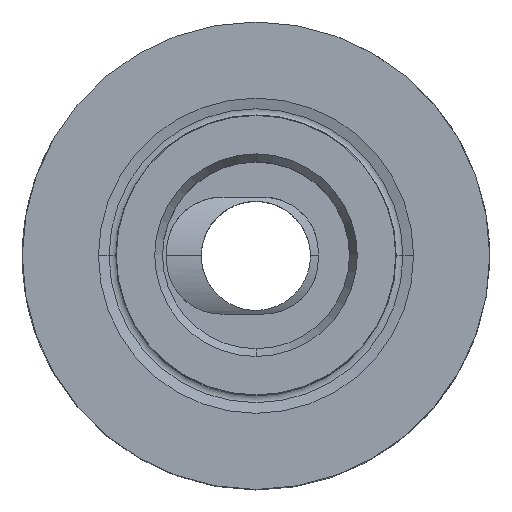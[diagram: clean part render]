
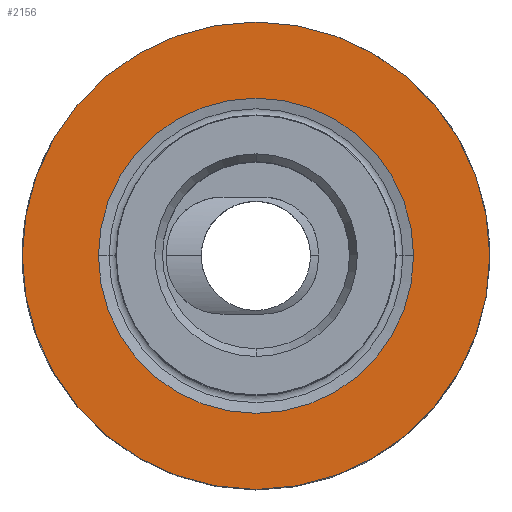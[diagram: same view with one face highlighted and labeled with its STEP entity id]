
A CAD part, top view. The second image highlights one B-rep face of the part: STEP entity #2156.
In plain terms, the highlighted planar face has unit normal (0, 0, 1).
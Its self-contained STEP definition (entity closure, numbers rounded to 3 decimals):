
#1196=VERTEX_POINT('NONE',#3039);
#1408=VERTEX_POINT('NONE',#3279);
#1548=EDGE_CURVE('NONE',#1408,#1196,#3433,.T.);
#1684=EDGE_CURVE('NONE',#1810,#1706,#3585,.T.);
#1706=VERTEX_POINT('NONE',#3612);
#1810=VERTEX_POINT('NONE',#3729);
#1870=EDGE_CURVE('NONE',#1706,#1810,#3797,.T.);
#2156=ADVANCED_FACE('NONE',(#4112,#4113),#4114,.T.);
#2386=EDGE_CURVE('NONE',#1196,#1408,#4374,.T.);
#3039=CARTESIAN_POINT('',(10.112,0.,0.0));
#3279=CARTESIAN_POINT('',(-10.112,0.,0.0));
#3433=CIRCLE('',#6222,10.112);
#3585=CIRCLE('',#6495,15.0);
#3612=CARTESIAN_POINT('',(0.0,15.0,0.0));
#3729=CARTESIAN_POINT('',(0.,-15.0,0.0));
#3797=CIRCLE('',#6881,15.0);
#4112=FACE_OUTER_BOUND('',#7522,.T.);
#4113=FACE_BOUND('',#7523,.T.);
#4114=PLANE('',#7524);
#4374=CIRCLE('',#8119,10.112);
#6222=AXIS2_PLACEMENT_3D('',#9671,#9672,#9673);
#6495=AXIS2_PLACEMENT_3D('',#9840,#9841,#9842);
#6881=AXIS2_PLACEMENT_3D('',#10106,#10107,#10108);
#7522=EDGE_LOOP('',(#10427,#10428));
#7523=EDGE_LOOP('',(#10429,#10430));
#7524=AXIS2_PLACEMENT_3D('',#10431,#10432,#10433);
#8119=AXIS2_PLACEMENT_3D('',#10745,#10746,#10747);
#9671=CARTESIAN_POINT('',(0.0,0.0,0.0));
#9672=DIRECTION('',(0.0,-0.0,1.0));
#9673=DIRECTION('',(0.0,1.0,0.0));
#9840=CARTESIAN_POINT('',(0.0,0.0,0.0));
#9841=DIRECTION('',(0.0,0.0,-1.0));
#9842=DIRECTION('',(0.0,1.0,0.0));
#10106=CARTESIAN_POINT('',(0.0,0.0,0.0));
#10107=DIRECTION('',(0.0,0.0,-1.0));
#10108=DIRECTION('',(0.0,1.0,0.0));
#10427=ORIENTED_EDGE('',*,*,#1870,.F.);
#10428=ORIENTED_EDGE('',*,*,#1684,.F.);
#10429=ORIENTED_EDGE('',*,*,#2386,.F.);
#10430=ORIENTED_EDGE('',*,*,#1548,.F.);
#10431=CARTESIAN_POINT('',(-16.0,0.0,0.0));
#10432=DIRECTION('',(-0.0,0.0,1.0));
#10433=DIRECTION('',(0.0,1.0,0.0));
#10745=CARTESIAN_POINT('',(0.0,0.0,0.0));
#10746=DIRECTION('',(0.0,-0.0,1.0));
#10747=DIRECTION('',(0.0,1.0,0.0));
